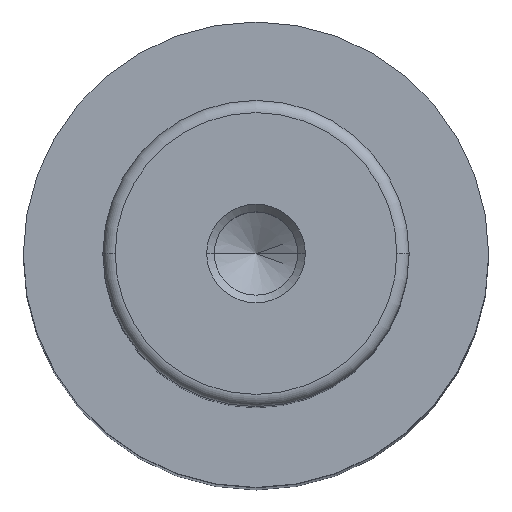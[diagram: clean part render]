
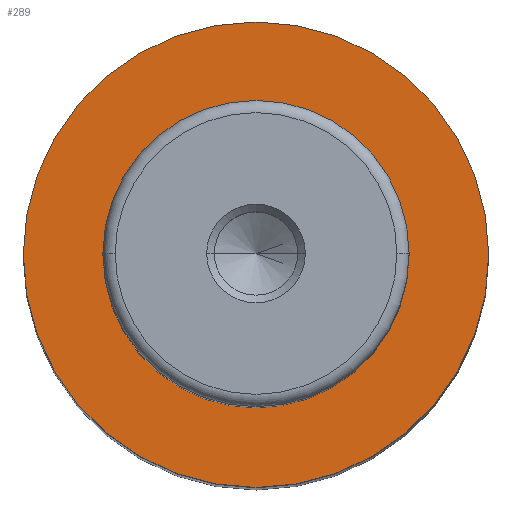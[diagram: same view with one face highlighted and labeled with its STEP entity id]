
A CAD part, top view. The second image highlights one B-rep face of the part: STEP entity #289.
In plain terms, the highlighted planar face has unit normal (0, 0, 1).
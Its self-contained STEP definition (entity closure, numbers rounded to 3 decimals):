
#51 = CARTESIAN_POINT ( 'NONE',  ( 12.5, 0., 117. ) ) ;
#105 = AXIS2_PLACEMENT_3D ( 'NONE', #234, #891, #1082 ) ;
#111 = DIRECTION ( 'NONE',  ( 0., 0., -1. ) ) ;
#130 = EDGE_CURVE ( 'NONE', #380, #711, #958, .T. ) ;
#135 = EDGE_LOOP ( 'NONE', ( #735, #717 ) ) ;
#176 = CIRCLE ( 'NONE', #105, 12.5 ) ;
#234 = CARTESIAN_POINT ( 'NONE',  ( 0., 0., 117. ) ) ;
#243 = AXIS2_PLACEMENT_3D ( 'NONE', #566, #1129, #664 ) ;
#256 = EDGE_LOOP ( 'NONE', ( #427, #296 ) ) ;
#289 = ADVANCED_FACE ( 'NONE', ( #886, #1074 ), #512, .T. ) ;
#296 = ORIENTED_EDGE ( 'NONE', *, *, #764, .F. ) ;
#327 = DIRECTION ( 'NONE',  ( 0., 0., 1. ) ) ;
#375 = EDGE_CURVE ( 'NONE', #933, #1098, #176, .T. ) ;
#380 = VERTEX_POINT ( 'NONE', #518 ) ;
#393 = AXIS2_PLACEMENT_3D ( 'NONE', #520, #1011, #628 ) ;
#427 = ORIENTED_EDGE ( 'NONE', *, *, #130, .F. ) ;
#508 = EDGE_CURVE ( 'NONE', #1098, #933, #1057, .T. ) ;
#512 = PLANE ( 'NONE',  #763 ) ;
#518 = CARTESIAN_POINT ( 'NONE',  ( -19., 0., 117. ) ) ;
#520 = CARTESIAN_POINT ( 'NONE',  ( 0., 0., 117. ) ) ;
#557 = CIRCLE ( 'NONE', #881, 19. ) ;
#566 = CARTESIAN_POINT ( 'NONE',  ( 0., 0., 117. ) ) ;
#610 = DIRECTION ( 'NONE',  ( 1., 0., 0. ) ) ;
#628 = DIRECTION ( 'NONE',  ( -1., 0., 0. ) ) ;
#664 = DIRECTION ( 'NONE',  ( -1., 0., 0. ) ) ;
#693 = CARTESIAN_POINT ( 'NONE',  ( 0., 0., 117. ) ) ;
#711 = VERTEX_POINT ( 'NONE', #1054 ) ;
#717 = ORIENTED_EDGE ( 'NONE', *, *, #375, .T. ) ;
#735 = ORIENTED_EDGE ( 'NONE', *, *, #508, .T. ) ;
#763 = AXIS2_PLACEMENT_3D ( 'NONE', #1071, #327, #610 ) ;
#764 = EDGE_CURVE ( 'NONE', #711, #380, #557, .T. ) ;
#768 = CARTESIAN_POINT ( 'NONE',  ( -12.5, 0., 117. ) ) ;
#881 = AXIS2_PLACEMENT_3D ( 'NONE', #693, #111, #1144 ) ;
#886 = FACE_BOUND ( 'NONE', #135, .T. ) ;
#891 = DIRECTION ( 'NONE',  ( 0., 0., -1. ) ) ;
#933 = VERTEX_POINT ( 'NONE', #51 ) ;
#958 = CIRCLE ( 'NONE', #243, 19. ) ;
#1011 = DIRECTION ( 'NONE',  ( 0., 0., -1. ) ) ;
#1054 = CARTESIAN_POINT ( 'NONE',  ( 19., 0., 117. ) ) ;
#1057 = CIRCLE ( 'NONE', #393, 12.5 ) ;
#1071 = CARTESIAN_POINT ( 'NONE',  ( -12.5, 0., 117. ) ) ;
#1074 = FACE_OUTER_BOUND ( 'NONE', #256, .T. ) ;
#1082 = DIRECTION ( 'NONE',  ( -1., 0., 0. ) ) ;
#1098 = VERTEX_POINT ( 'NONE', #768 ) ;
#1129 = DIRECTION ( 'NONE',  ( 0., 0., -1. ) ) ;
#1144 = DIRECTION ( 'NONE',  ( -1., 0., 0. ) ) ;
